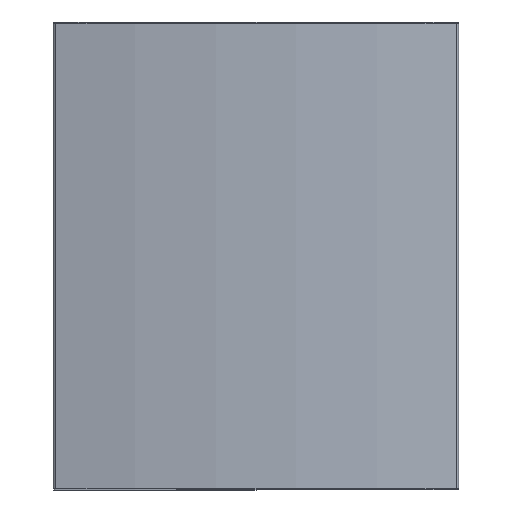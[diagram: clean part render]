
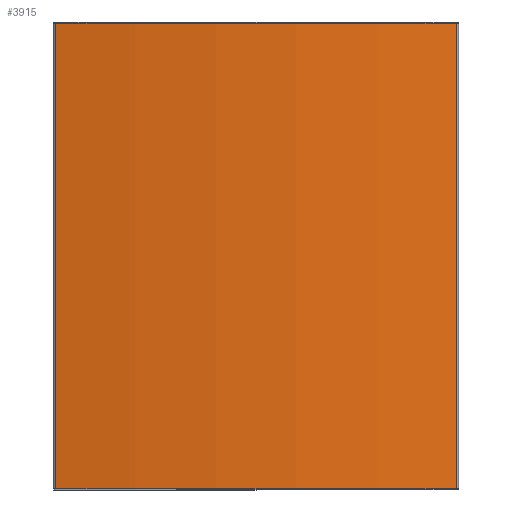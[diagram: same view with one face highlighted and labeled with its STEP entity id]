
A CAD part, left-side view. The second image highlights one B-rep face of the part: STEP entity #3915.
In plain terms, the highlighted cylindrical face has radius 1150.14 mm (diameter 2300.29 mm), a partial arc.
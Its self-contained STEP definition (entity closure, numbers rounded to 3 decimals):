
#77 = ORIENTED_EDGE ( 'NONE', *, *, #12199, .F. ) ;
#604 = CARTESIAN_POINT ( 'NONE',  ( -66.086, 474.217, -548. ) ) ;
#619 = CIRCLE ( 'NONE', #13574, 1150.145 ) ;
#682 = EDGE_CURVE ( 'NONE', #8872, #6811, #13040, .T. ) ;
#741 = VERTEX_POINT ( 'NONE', #10726 ) ;
#972 = CARTESIAN_POINT ( 'NONE',  ( -66.086, 2.783, 0. ) ) ;
#1346 = CARTESIAN_POINT ( 'NONE',  ( -66.086, 474.217, -548. ) ) ;
#1359 = VECTOR ( 'NONE', #5505, 1000. ) ;
#2431 = CYLINDRICAL_SURFACE ( 'NONE', #13343, 1150.145 ) ;
#3915 = ADVANCED_FACE ( 'NONE', ( #7273 ), #2431, .T. ) ;
#5300 = ORIENTED_EDGE ( 'NONE', *, *, #682, .T. ) ;
#5505 = DIRECTION ( 'NONE',  ( 0., 0., 1. ) ) ;
#5759 = CARTESIAN_POINT ( 'NONE',  ( 1059.645, 238.5, 0. ) ) ;
#5822 = AXIS2_PLACEMENT_3D ( 'NONE', #5759, #10627, #10521 ) ;
#6786 = DIRECTION ( 'NONE',  ( 1., 0., 0. ) ) ;
#6811 = VERTEX_POINT ( 'NONE', #972 ) ;
#7273 = FACE_OUTER_BOUND ( 'NONE', #8674, .T. ) ;
#7389 = VERTEX_POINT ( 'NONE', #1346 ) ;
#7967 = DIRECTION ( 'NONE',  ( 1., 0., 0. ) ) ;
#8097 = CARTESIAN_POINT ( 'NONE',  ( 1059.645, 238.5, -548. ) ) ;
#8674 = EDGE_LOOP ( 'NONE', ( #77, #9009, #9582, #5300 ) ) ;
#8872 = VERTEX_POINT ( 'NONE', #12410 ) ;
#9009 = ORIENTED_EDGE ( 'NONE', *, *, #9597, .F. ) ;
#9582 = ORIENTED_EDGE ( 'NONE', *, *, #15561, .T. ) ;
#9597 = EDGE_CURVE ( 'NONE', #7389, #741, #12704, .T. ) ;
#10521 = DIRECTION ( 'NONE',  ( 1., 0., 0. ) ) ;
#10627 = DIRECTION ( 'NONE',  ( 0., 0., 1. ) ) ;
#10726 = CARTESIAN_POINT ( 'NONE',  ( -66.086, 474.217, 0. ) ) ;
#10781 = DIRECTION ( 'NONE',  ( 0., 0., 1. ) ) ;
#11479 = DIRECTION ( 'NONE',  ( 0., 0., 1. ) ) ;
#11625 = CARTESIAN_POINT ( 'NONE',  ( 1059.645, 238.5, -548. ) ) ;
#11791 = DIRECTION ( 'NONE',  ( 0., 0., 1. ) ) ;
#12199 = EDGE_CURVE ( 'NONE', #741, #6811, #12485, .T. ) ;
#12410 = CARTESIAN_POINT ( 'NONE',  ( -66.086, 2.783, -548. ) ) ;
#12485 = CIRCLE ( 'NONE', #5822, 1150.145 ) ;
#12704 = LINE ( 'NONE', #604, #1359 ) ;
#12842 = VECTOR ( 'NONE', #10781, 1000. ) ;
#13040 = LINE ( 'NONE', #15756, #12842 ) ;
#13343 = AXIS2_PLACEMENT_3D ( 'NONE', #11625, #11479, #7967 ) ;
#13574 = AXIS2_PLACEMENT_3D ( 'NONE', #8097, #11791, #6786 ) ;
#15561 = EDGE_CURVE ( 'NONE', #7389, #8872, #619, .T. ) ;
#15756 = CARTESIAN_POINT ( 'NONE',  ( -66.086, 2.783, -548. ) ) ;
